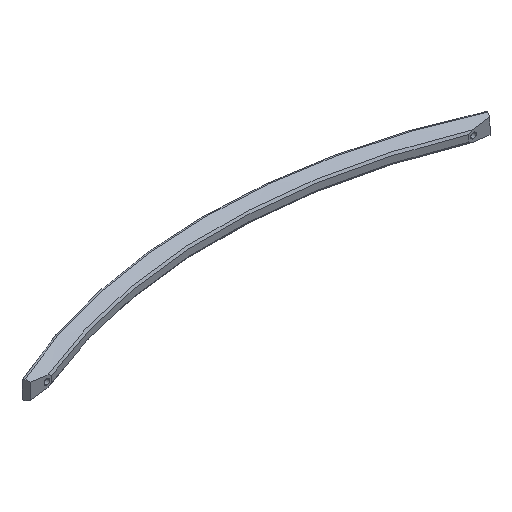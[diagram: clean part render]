
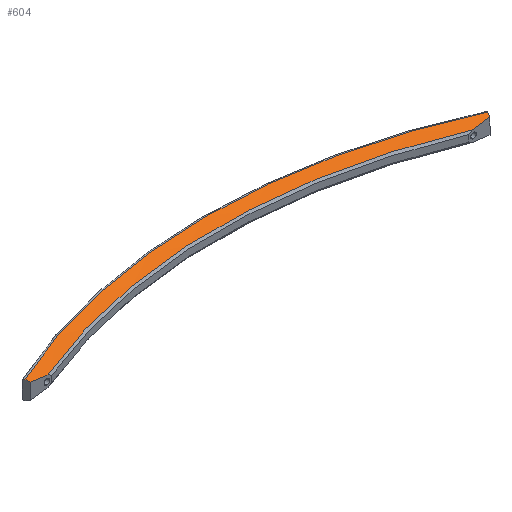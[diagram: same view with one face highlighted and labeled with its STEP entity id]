
A CAD part, isometric view. The second image highlights one B-rep face of the part: STEP entity #604.
In plain terms, the highlighted conical face has half-angle 71.5 degrees and reference radius 332.953 mm.
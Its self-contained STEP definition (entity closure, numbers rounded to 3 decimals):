
#20 = CARTESIAN_POINT ( 'NONE',  ( 130.881, 0., 3.737 ) ) ;
#25 = DIRECTION ( 'NONE',  ( 0., 0., 1. ) ) ;
#38 = CARTESIAN_POINT ( 'NONE',  ( 127.377, 0., 3.279 ) ) ;
#56 = CARTESIAN_POINT ( 'NONE',  ( -137.893, 0., 4.7 ) ) ;
#59 = CARTESIAN_POINT ( 'NONE',  ( 127.377, 0., 3.279 ) ) ;
#68 = B_SPLINE_CURVE_WITH_KNOTS ( 'NONE', 3,
 ( #38, #20, #818, #754 ),
 .UNSPECIFIED., .F., .F.,
 ( 4, 4 ),
 ( 0.434, 0.445 ),
 .UNSPECIFIED. ) ;
#72 = VERTEX_POINT ( 'NONE', #832 ) ;
#88 = ORIENTED_EDGE ( 'NONE', *, *, #657, .T. ) ;
#103 = VECTOR ( 'NONE', #630, 1000. ) ;
#105 = CARTESIAN_POINT ( 'NONE',  ( 0., -300.27, 5.548 ) ) ;
#110 = ORIENTED_EDGE ( 'NONE', *, *, #695, .F. ) ;
#113 = CONICAL_SURFACE ( 'NONE', #533, 332.953, 1.248 ) ;
#114 = FACE_OUTER_BOUND ( 'NONE', #164, .T. ) ;
#136 = DIRECTION ( 'NONE',  ( 0., 0., 1. ) ) ;
#143 = EDGE_CURVE ( 'NONE', #488, #72, #819, .T. ) ;
#160 = ORIENTED_EDGE ( 'NONE', *, *, #367, .T. ) ;
#164 = EDGE_LOOP ( 'NONE', ( #686, #88, #110, #160, #212, #387 ) ) ;
#207 = CARTESIAN_POINT ( 'NONE',  ( 137.893, 0., 4.7 ) ) ;
#212 = ORIENTED_EDGE ( 'NONE', *, *, #245, .F. ) ;
#233 = VERTEX_POINT ( 'NONE', #378 ) ;
#235 = DIRECTION ( 'NONE',  ( 0.417, 0.909, 0. ) ) ;
#245 = EDGE_CURVE ( 'NONE', #488, #470, #837, .T. ) ;
#246 = AXIS2_PLACEMENT_3D ( 'NONE', #105, #25, #235 ) ;
#249 = DIRECTION ( 'NONE',  ( 0., 0., 1. ) ) ;
#256 = CARTESIAN_POINT ( 'NONE',  ( 138.95, 2.303, 5.548 ) ) ;
#265 = EDGE_CURVE ( 'NONE', #72, #233, #839, .T. ) ;
#301 = B_SPLINE_CURVE_WITH_KNOTS ( 'NONE', 3,
 ( #56, #652, #324, #317 ),
 .UNSPECIFIED., .F., .F.,
 ( 4, 4 ),
 ( 0.17, 0.18 ),
 .UNSPECIFIED. ) ;
#302 = DIRECTION ( 'NONE',  ( 0.396, -0.862, -0.317 ) ) ;
#317 = CARTESIAN_POINT ( 'NONE',  ( -127.377, 0., 3.279 ) ) ;
#324 = CARTESIAN_POINT ( 'NONE',  ( -130.883, 0., 3.737 ) ) ;
#367 = EDGE_CURVE ( 'NONE', #672, #470, #68, .T. ) ;
#378 = CARTESIAN_POINT ( 'NONE',  ( -137.893, 0., 4.7 ) ) ;
#387 = ORIENTED_EDGE ( 'NONE', *, *, #143, .T. ) ;
#394 = DIRECTION ( 'NONE',  ( 1., 0., 0. ) ) ;
#444 = CARTESIAN_POINT ( 'NONE',  ( 0., -300.27, 5.548 ) ) ;
#461 = DIRECTION ( 'NONE',  ( 0.417, 0.909, 0. ) ) ;
#470 = VERTEX_POINT ( 'NONE', #207 ) ;
#488 = VERTEX_POINT ( 'NONE', #256 ) ;
#512 = CARTESIAN_POINT ( 'NONE',  ( 136.12, -3.861, 3.279 ) ) ;
#533 = AXIS2_PLACEMENT_3D ( 'NONE', #444, #249, #394 ) ;
#544 = VERTEX_POINT ( 'NONE', #551 ) ;
#551 = CARTESIAN_POINT ( 'NONE',  ( -127.377, 0., 3.279 ) ) ;
#604 = ADVANCED_FACE ( 'NONE', ( #114 ), #113, .F. ) ;
#630 = DIRECTION ( 'NONE',  ( -0.396, -0.862, -0.317 ) ) ;
#652 = CARTESIAN_POINT ( 'NONE',  ( -134.389, 0., 4.211 ) ) ;
#657 = EDGE_CURVE ( 'NONE', #233, #544, #301, .T. ) ;
#672 = VERTEX_POINT ( 'NONE', #59 ) ;
#685 = CARTESIAN_POINT ( 'NONE',  ( -136.12, -3.861, 3.279 ) ) ;
#686 = ORIENTED_EDGE ( 'NONE', *, *, #265, .T. ) ;
#695 = EDGE_CURVE ( 'NONE', #672, #544, #801, .T. ) ;
#754 = CARTESIAN_POINT ( 'NONE',  ( 137.893, 0., 4.7 ) ) ;
#780 = AXIS2_PLACEMENT_3D ( 'NONE', #863, #136, #461 ) ;
#795 = VECTOR ( 'NONE', #302, 1000. ) ;
#801 = CIRCLE ( 'NONE', #780, 326.17 ) ;
#818 = CARTESIAN_POINT ( 'NONE',  ( 134.386, 0., 4.211 ) ) ;
#819 = CIRCLE ( 'NONE', #246, 332.953 ) ;
#832 = CARTESIAN_POINT ( 'NONE',  ( -138.95, 2.303, 5.548 ) ) ;
#837 = LINE ( 'NONE', #512, #103 ) ;
#839 = LINE ( 'NONE', #685, #795 ) ;
#863 = CARTESIAN_POINT ( 'NONE',  ( 0., -300.27, 3.279 ) ) ;
